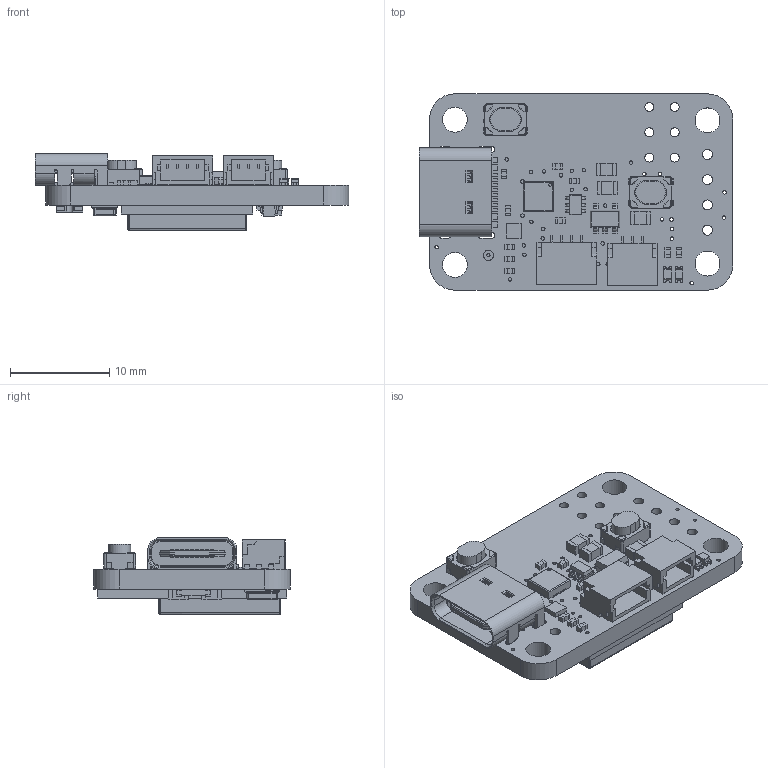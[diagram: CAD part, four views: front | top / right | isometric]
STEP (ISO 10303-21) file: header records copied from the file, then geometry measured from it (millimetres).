
FILE_DESCRIPTION(/* description */ ('','CAx-IF Rec.Pracs.---Representation and Presentation of Product Manufacturing Information (PMI)---4.0---2014-10-13'),/* implementation_level */ '2;1');
FILE_NAME(/* name */ 'PCB Component.step',/* time_stamp */ '2025-01-27T16:43:13-05:00',/* author */ (''),/* organization */ (''),/* preprocessor_version */ 'ST-DEVELOPER v20',/* originating_system */ 'Autodesk Translation Framework v13.20.0.188',/* authorisation */ '');
FILE_SCHEMA (('AP242_MANAGED_MODEL_BASED_3D_ENGINEERING_MIM_LF { 1 0 10303 442 1 1 4 }'));
Products named in the file (17): PCB Component; Board; RT9080-3.3; KMR2; GREEN; 10uF; 10K; JST SH 4P; WS2812B_SK6805_1515; JST SH 3P; DUAL NPN; CH343P; ESP32-MINI-1; USB Type C; 74LVC2G34GW; 6V 5A; ICS-43434
Assembly tree (37 placements, depth 2):
  PCB Component
    Board
    RT9080-3.3
    KMR2  x2
    GREEN  x2
    10uF  x7
    10K  x14
    JST SH 4P
    WS2812B_SK6805_1515
    JST SH 3P
    DUAL NPN
    CH343P
    ESP32-MINI-1
    USB Type C
    74LVC2G34GW
    6V 5A
    ICS-43434
Bounding box: 31.53 x 19.75 x 7.74 mm (x, y, z)
Volume: 1662.7 mm3; surface area: 3929 mm2
Topology: 171 solids, 171 shells, 2970 faces, 7173 edges, 4618 vertices
Faces by surface type: plane 2346, cylinder 504, sphere 54, torus 30, bspline 22, cone 14
Full cylindrical faces by diameter (mm): 0.22 x1, 0.237 x1, 0.25 x20, 0.3 x13, 0.325 x3, 0.35 x47, 0.5 x10, 0.65 x2, 0.9 x6, 1 x4, 1.025 x4, 1.625 x2, 2.5 x4
Entity records: 72387 total; most frequent: CARTESIAN_POINT 12891, ORIENTED_EDGE 11650, DIRECTION 11625, EDGE_CURVE 5825, LINE 4921, VECTOR 4921, VERTEX_POINT 3790, AXIS2_PLACEMENT_3D 3352
